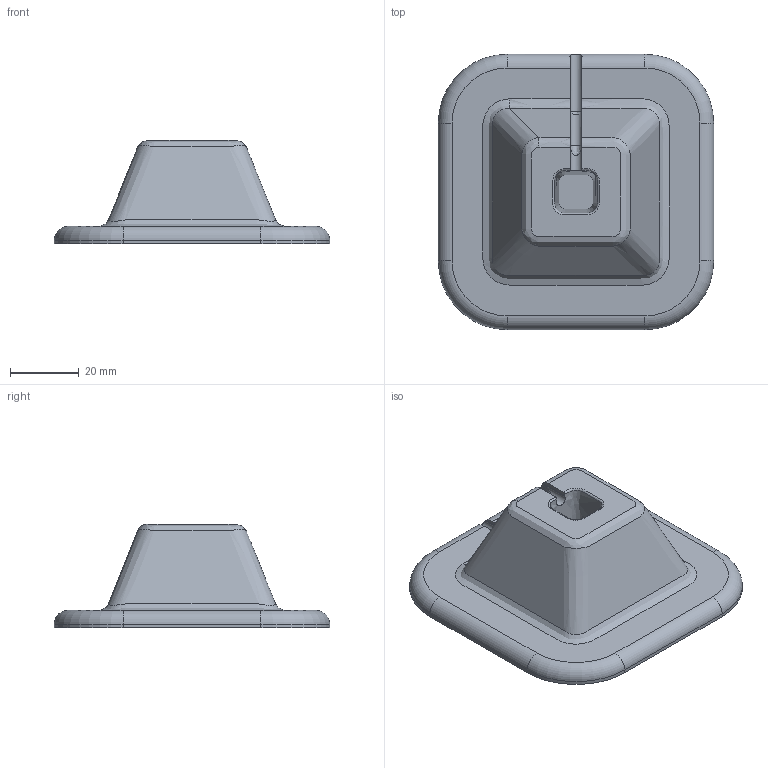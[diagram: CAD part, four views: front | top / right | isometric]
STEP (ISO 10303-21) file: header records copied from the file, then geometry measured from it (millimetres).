
FILE_DESCRIPTION(/* description */ (''),/* implementation_level */ '2;1');
FILE_NAME(/* name */ 'base.step',/* time_stamp */ '2024-11-16T22:28:07+09:00',/* author */ (''),/* organization */ (''),/* preprocessor_version */ 'ST-DEVELOPER v20',/* originating_system */ 'Autodesk Translation Framework v13.20.0.188',/* authorisation */ '');
FILE_SCHEMA (('AUTOMOTIVE_DESIGN { 1 0 10303 214 3 1 1 }'));
Length unit declared in the file: millimetre
Products named in the file (1): 充電器土台
Bounding box: 80 x 80 x 30 mm (x, y, z)
Volume: 66104.6 mm3; surface area: 16646.5 mm2
Topology: 1 solids, 1 shells, 41 faces, 130 edges, 87 vertices
Faces by surface type: cylinder 17, bspline 10, plane 10, torus 4
Entity records: 5314 total; most frequent: CARTESIAN_POINT 4240, ORIENTED_EDGE 252, DIRECTION 175, EDGE_CURVE 126, VERTEX_POINT 87, AXIS2_PLACEMENT_3D 68, B_SPLINE_CURVE_WITH_KNOTS 51, FACE_OUTER_BOUND 41
